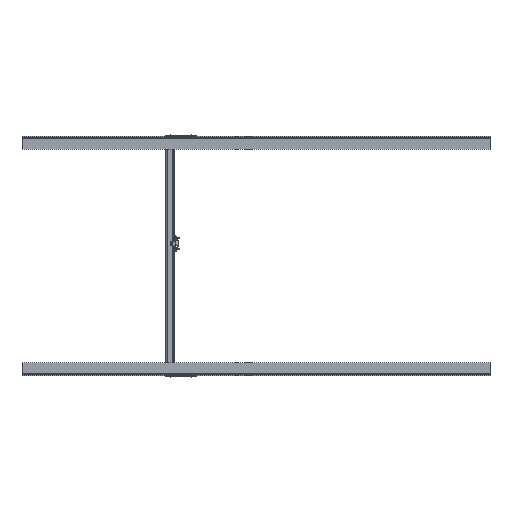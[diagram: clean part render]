
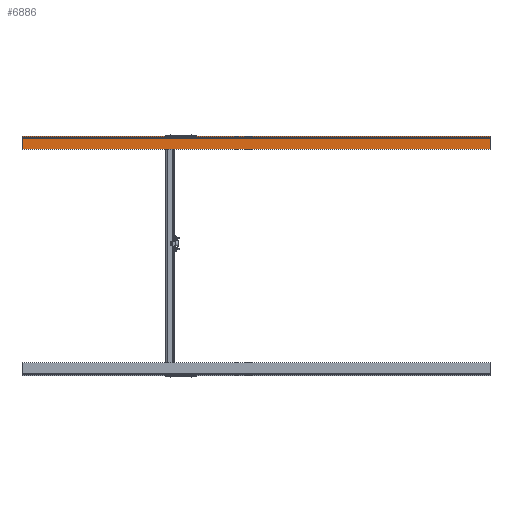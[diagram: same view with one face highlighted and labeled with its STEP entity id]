
A CAD part, front view. The second image highlights one B-rep face of the part: STEP entity #6886.
In plain terms, the highlighted planar face has unit normal (0, -1, 0).
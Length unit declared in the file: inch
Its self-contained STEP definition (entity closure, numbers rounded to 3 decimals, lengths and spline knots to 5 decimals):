
#185 = VECTOR ( 'NONE', #10415, 39.37008 ) ;
#213 = CARTESIAN_POINT ( 'NONE',  ( 72., -0.1875, -2. ) ) ;
#632 = CARTESIAN_POINT ( 'NONE',  ( 72., -0.1875, -2. ) ) ;
#1498 = VERTEX_POINT ( 'NONE', #6562 ) ;
#1700 = DIRECTION ( 'NONE',  ( -1., 0., 0. ) ) ;
#1965 = VERTEX_POINT ( 'NONE', #8778 ) ;
#2510 = DIRECTION ( 'NONE',  ( -1., 0., 0. ) ) ;
#3152 = DIRECTION ( 'NONE',  ( 0., 0., 1. ) ) ;
#3243 = LINE ( 'NONE', #8160, #8691 ) ;
#3701 = EDGE_LOOP ( 'NONE', ( #3860, #9134, #9704, #4101 ) ) ;
#3860 = ORIENTED_EDGE ( 'NONE', *, *, #10301, .T. ) ;
#4101 = ORIENTED_EDGE ( 'NONE', *, *, #10089, .T. ) ;
#4918 = LINE ( 'NONE', #7443, #185 ) ;
#5912 = VECTOR ( 'NONE', #1700, 39.37008 ) ;
#6102 = VERTEX_POINT ( 'NONE', #213 ) ;
#6562 = CARTESIAN_POINT ( 'NONE',  ( -72., -0.1875, -2. ) ) ;
#6886 = ADVANCED_FACE ( 'NONE', ( #6891 ), #9720, .F. ) ;
#6891 = FACE_OUTER_BOUND ( 'NONE', #3701, .T. ) ;
#7004 = DIRECTION ( 'NONE',  ( 0., 0., -1. ) ) ;
#7119 = LINE ( 'NONE', #9133, #5912 ) ;
#7443 = CARTESIAN_POINT ( 'NONE',  ( -72., -0.1875, 2. ) ) ;
#8160 = CARTESIAN_POINT ( 'NONE',  ( 72., -0.1875, 2. ) ) ;
#8282 = DIRECTION ( 'NONE',  ( 0., 1., 0. ) ) ;
#8414 = CARTESIAN_POINT ( 'NONE',  ( 72., -0.1875, 2. ) ) ;
#8691 = VECTOR ( 'NONE', #7004, 39.37008 ) ;
#8778 = CARTESIAN_POINT ( 'NONE',  ( 72., -0.1875, 2. ) ) ;
#8889 = VERTEX_POINT ( 'NONE', #9717 ) ;
#9133 = CARTESIAN_POINT ( 'NONE',  ( 72., -0.1875, 2. ) ) ;
#9134 = ORIENTED_EDGE ( 'NONE', *, *, #13241, .F. ) ;
#9704 = ORIENTED_EDGE ( 'NONE', *, *, #12504, .F. ) ;
#9717 = CARTESIAN_POINT ( 'NONE',  ( -72., -0.1875, 2. ) ) ;
#9720 = PLANE ( 'NONE',  #10038 ) ;
#10038 = AXIS2_PLACEMENT_3D ( 'NONE', #8414, #8282, #3152 ) ;
#10089 = EDGE_CURVE ( 'NONE', #1965, #8889, #7119, .T. ) ;
#10301 = EDGE_CURVE ( 'NONE', #8889, #1498, #4918, .T. ) ;
#10415 = DIRECTION ( 'NONE',  ( 0., 0., -1. ) ) ;
#10439 = LINE ( 'NONE', #632, #13476 ) ;
#12504 = EDGE_CURVE ( 'NONE', #1965, #6102, #3243, .T. ) ;
#13241 = EDGE_CURVE ( 'NONE', #6102, #1498, #10439, .T. ) ;
#13476 = VECTOR ( 'NONE', #2510, 39.37008 ) ;
